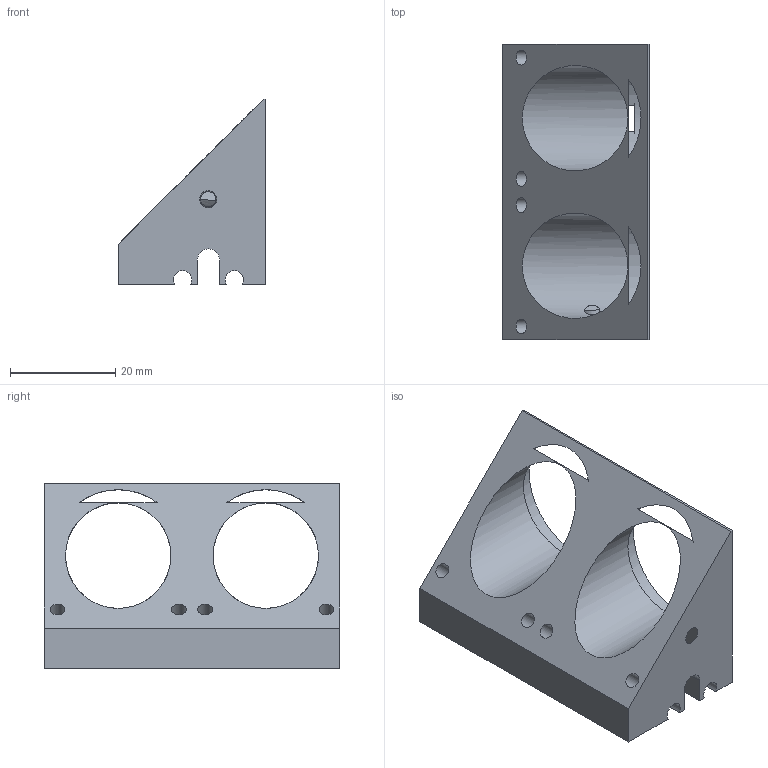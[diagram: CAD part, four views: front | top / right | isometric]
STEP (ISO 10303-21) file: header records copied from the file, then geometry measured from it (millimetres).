
FILE_DESCRIPTION(/* description */ (''),/* implementation_level */ '2;1');
FILE_NAME(/* name */ '30_Cube_Insert_Filter_Revolver_Filter_base_triple_linearmotor_v2.ipt.step',/* time_stamp */ '2022-11-29T08:16:33+01:00',/* author */ ('diederichbenedict'),/* organization */ (''),/* preprocessor_version */ 'ST-DEVELOPER v18.1',/* originating_system */ 'Autodesk Inventor 2022',/* authorisation */ '');
FILE_SCHEMA (('AUTOMOTIVE_DESIGN { 1 0 10303 214 3 1 1 }'));
Length unit declared in the file: millimetre
Products named in the file (1): 30_Cube_Insert_Filter_Revolver_Filter_base_triple_linearmotor_v2
Bounding box: 27.83 x 56 x 35.22 mm (x, y, z)
Volume: 18326 mm3; surface area: 9473.5 mm2
Topology: 1 solids, 1 shells, 62 faces, 160 edges, 109 vertices
Faces by surface type: plane 37, cylinder 24, cone 1
Full cylindrical faces by diameter (mm): 2.8 x14, 20 x2, 25 x2
Entity records: 2262 total; most frequent: CARTESIAN_POINT 618, DIRECTION 327, ORIENTED_EDGE 320, EDGE_CURVE 160, AXIS2_PLACEMENT_3D 118, VERTEX_POINT 109, EDGE_LOOP 95, LINE 91
